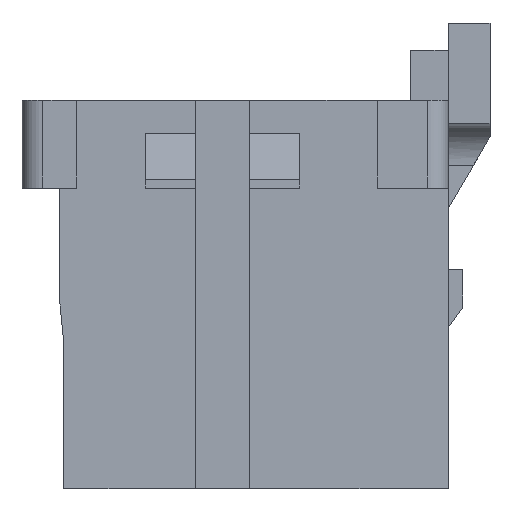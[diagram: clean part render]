
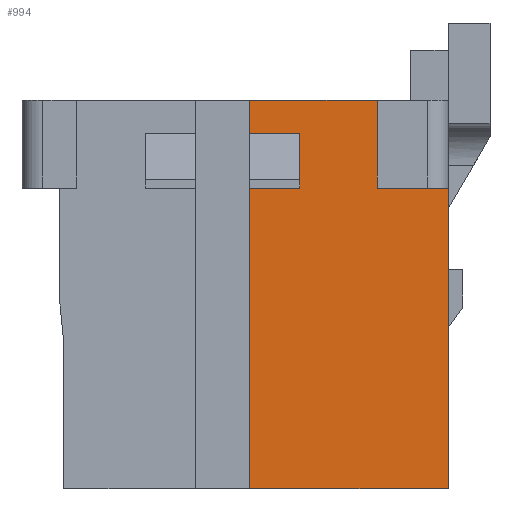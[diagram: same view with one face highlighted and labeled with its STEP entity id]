
A CAD part, left-side view. The second image highlights one B-rep face of the part: STEP entity #994.
In plain terms, the highlighted planar face has unit normal (-1, 0, 0).
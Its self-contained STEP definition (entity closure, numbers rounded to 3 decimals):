
#994 = ADVANCED_FACE( '', ( #2340 ), #2341, .F. );
#2340 = FACE_OUTER_BOUND( '', #4070, .T. );
#2341 = PLANE( '', #4071 );
#4070 = EDGE_LOOP( '', ( #7067, #7068, #7069, #7070, #7071, #7072, #7073, #7074, #7075, #7076 ) );
#4071 = AXIS2_PLACEMENT_3D( '', #7077, #7078, #7079 );
#7067 = ORIENTED_EDGE( '', *, *, #11601, .T. );
#7068 = ORIENTED_EDGE( '', *, *, #11602, .T. );
#7069 = ORIENTED_EDGE( '', *, *, #10768, .F. );
#7070 = ORIENTED_EDGE( '', *, *, #11603, .F. );
#7071 = ORIENTED_EDGE( '', *, *, #11604, .F. );
#7072 = ORIENTED_EDGE( '', *, *, #11605, .F. );
#7073 = ORIENTED_EDGE( '', *, *, #11606, .F. );
#7074 = ORIENTED_EDGE( '', *, *, #11607, .F. );
#7075 = ORIENTED_EDGE( '', *, *, #10764, .F. );
#7076 = ORIENTED_EDGE( '', *, *, #11270, .T. );
#7077 = CARTESIAN_POINT( '', ( -8.8, 0., 0. ) );
#7078 = DIRECTION( '', ( 1., 0., 0. ) );
#7079 = DIRECTION( '', ( 0., 0., -1. ) );
#10764 = EDGE_CURVE( '', #13082, #13084, #13085, .T. );
#10768 = EDGE_CURVE( '', #13090, #13092, #13093, .T. );
#11270 = EDGE_CURVE( '', #13082, #13925, #13927, .T. );
#11601 = EDGE_CURVE( '', #13925, #14434, #14435, .T. );
#11602 = EDGE_CURVE( '', #14434, #13092, #14436, .T. );
#11603 = EDGE_CURVE( '', #14437, #13090, #14438, .T. );
#11604 = EDGE_CURVE( '', #14439, #14437, #14440, .T. );
#11605 = EDGE_CURVE( '', #14441, #14439, #14442, .T. );
#11606 = EDGE_CURVE( '', #14443, #14441, #14444, .T. );
#11607 = EDGE_CURVE( '', #13084, #14443, #14445, .T. );
#13082 = VERTEX_POINT( '', #16385 );
#13084 = VERTEX_POINT( '', #16388 );
#13085 = LINE( '', #16389, #16390 );
#13090 = VERTEX_POINT( '', #16397 );
#13092 = VERTEX_POINT( '', #16400 );
#13093 = LINE( '', #16401, #16402 );
#13925 = VERTEX_POINT( '', #17625 );
#13927 = LINE( '', #17628, #17629 );
#14434 = VERTEX_POINT( '', #18387 );
#14435 = LINE( '', #18388, #18389 );
#14436 = LINE( '', #18390, #18391 );
#14437 = VERTEX_POINT( '', #18392 );
#14438 = LINE( '', #18393, #18394 );
#14439 = VERTEX_POINT( '', #18395 );
#14440 = LINE( '', #18396, #18397 );
#14441 = VERTEX_POINT( '', #18398 );
#14442 = LINE( '', #18399, #18400 );
#14443 = VERTEX_POINT( '', #18401 );
#14444 = LINE( '', #18402, #18403 );
#14445 = LINE( '', #18404, #18405 );
#16385 = CARTESIAN_POINT( '', ( -8.8, -0.35, 3.85 ) );
#16388 = CARTESIAN_POINT( '', ( -8.8, -0.35, 4.65 ) );
#16389 = CARTESIAN_POINT( '', ( -8.8, -0.35, -4.65 ) );
#16390 = VECTOR( '', #20535, 1000. );
#16397 = CARTESIAN_POINT( '', ( -8.8, -0.35, -4.65 ) );
#16400 = CARTESIAN_POINT( '', ( -8.8, -0.35, 2.55 ) );
#16401 = CARTESIAN_POINT( '', ( -8.8, -0.35, -4.65 ) );
#16402 = VECTOR( '', #20539, 1000. );
#17625 = CARTESIAN_POINT( '', ( -8.8, -1.55, 3.85 ) );
#17628 = CARTESIAN_POINT( '', ( -8.8, -0.35, 3.85 ) );
#17629 = VECTOR( '', #20986, 1000. );
#18387 = CARTESIAN_POINT( '', ( -8.8, -1.55, 2.55 ) );
#18388 = CARTESIAN_POINT( '', ( -8.8, -1.55, 3.85 ) );
#18389 = VECTOR( '', #21256, 1000. );
#18390 = CARTESIAN_POINT( '', ( -8.8, -1.55, 2.55 ) );
#18391 = VECTOR( '', #21257, 1000. );
#18392 = CARTESIAN_POINT( '', ( -8.8, -5.1, -4.65 ) );
#18393 = CARTESIAN_POINT( '', ( -8.8, -5.1, -4.65 ) );
#18394 = VECTOR( '', #21258, 1000. );
#18395 = CARTESIAN_POINT( '', ( -8.8, -5.1, 2.55 ) );
#18396 = CARTESIAN_POINT( '', ( -8.8, -5.1, 4.65 ) );
#18397 = VECTOR( '', #21259, 1000. );
#18398 = CARTESIAN_POINT( '', ( -8.8, -3.4, 2.55 ) );
#18399 = CARTESIAN_POINT( '', ( -8.8, -3.4, 2.55 ) );
#18400 = VECTOR( '', #21260, 1000. );
#18401 = CARTESIAN_POINT( '', ( -8.8, -3.4, 4.65 ) );
#18402 = CARTESIAN_POINT( '', ( -8.8, -3.4, 4.65 ) );
#18403 = VECTOR( '', #21261, 1000. );
#18404 = CARTESIAN_POINT( '', ( -8.8, 5.1, 4.65 ) );
#18405 = VECTOR( '', #21262, 1000. );
#20535 = DIRECTION( '', ( 0., 0., 1. ) );
#20539 = DIRECTION( '', ( 0., 0., 1. ) );
#20986 = DIRECTION( '', ( 0., -1., 0. ) );
#21256 = DIRECTION( '', ( 0., 0., -1. ) );
#21257 = DIRECTION( '', ( 0., 1., 0. ) );
#21258 = DIRECTION( '', ( 0., 1., 0. ) );
#21259 = DIRECTION( '', ( 0., 0., -1. ) );
#21260 = DIRECTION( '', ( 0., -1., 0. ) );
#21261 = DIRECTION( '', ( 0., 0., -1. ) );
#21262 = DIRECTION( '', ( 0., -1., 0. ) );
